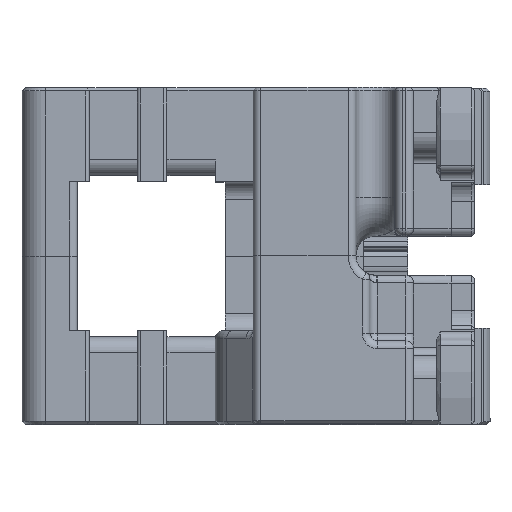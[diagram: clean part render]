
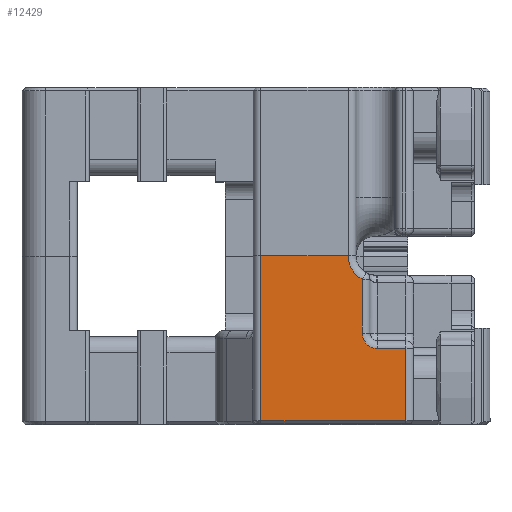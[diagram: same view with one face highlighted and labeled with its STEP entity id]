
A CAD part, top view. The second image highlights one B-rep face of the part: STEP entity #12429.
In plain terms, the highlighted planar face has unit normal (0, 0, 1).
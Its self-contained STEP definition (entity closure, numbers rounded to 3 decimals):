
#332=PLANE('',#13392);
#888=FACE_OUTER_BOUND('',#1628,.T.);
#1628=EDGE_LOOP('',(#9500,#9501,#9502,#9503,#9504,#9505,#9506,#9507));
#2450=LINE('',#19559,#3693);
#2463=LINE('',#19665,#3706);
#2465=LINE('',#19676,#3708);
#2474=LINE('',#19707,#3717);
#2481=LINE('',#19726,#3724);
#2518=LINE('',#19881,#3761);
#3693=VECTOR('',#15077,10.);
#3706=VECTOR('',#15142,10.);
#3708=VECTOR('',#15156,10.);
#3717=VECTOR('',#15197,10.);
#3724=VECTOR('',#15214,10.);
#3761=VECTOR('',#15347,10.);
#4846=CIRCLE('',#13250,3.5);
#4851=CIRCLE('',#13257,2.);
#5557=VERTEX_POINT('',#19551);
#5559=VERTEX_POINT('',#19557);
#5571=VERTEX_POINT('',#19591);
#5579=VERTEX_POINT('',#19656);
#5580=VERTEX_POINT('',#19661);
#5582=VERTEX_POINT('',#19667);
#5590=VERTEX_POINT('',#19706);
#5597=VERTEX_POINT('',#19724);
#6868=EDGE_CURVE('',#5559,#5557,#2450,.T.);
#6897=EDGE_CURVE('',#5579,#5571,#4846,.T.);
#6901=EDGE_CURVE('',#5571,#5580,#2463,.T.);
#6904=EDGE_CURVE('',#5580,#5582,#4851,.T.);
#6907=EDGE_CURVE('',#5582,#5559,#2465,.T.);
#6922=EDGE_CURVE('',#5557,#5590,#2474,.T.);
#6932=EDGE_CURVE('',#5597,#5579,#2481,.T.);
#6998=EDGE_CURVE('',#5590,#5597,#2518,.T.);
#9500=ORIENTED_EDGE('',*,*,#6897,.F.);
#9501=ORIENTED_EDGE('',*,*,#6932,.F.);
#9502=ORIENTED_EDGE('',*,*,#6998,.F.);
#9503=ORIENTED_EDGE('',*,*,#6922,.F.);
#9504=ORIENTED_EDGE('',*,*,#6868,.F.);
#9505=ORIENTED_EDGE('',*,*,#6907,.F.);
#9506=ORIENTED_EDGE('',*,*,#6904,.F.);
#9507=ORIENTED_EDGE('',*,*,#6901,.F.);
#12429=ADVANCED_FACE('',(#888),#332,.F.);
#13250=AXIS2_PLACEMENT_3D('',#19658,#15133,#15134);
#13257=AXIS2_PLACEMENT_3D('',#19671,#15149,#15150);
#13392=AXIS2_PLACEMENT_3D('',#20032,#15520,#15521);
#15077=DIRECTION('',(0.,-1.,0.));
#15133=DIRECTION('center_axis',(0.,0.,
1.));
#15134=DIRECTION('ref_axis',(-0.8,-0.6,0.));
#15142=DIRECTION('',(0.,-1.,0.));
#15149=DIRECTION('center_axis',(0.,0.,
1.));
#15150=DIRECTION('ref_axis',(-0.707,-0.707,0.));
#15156=DIRECTION('',(1.,0.,0.));
#15197=DIRECTION('',(-1.,0.,0.));
#15214=DIRECTION('',(1.,0.,0.));
#15347=DIRECTION('',(0.,1.,0.));
#15520=DIRECTION('center_axis',(0.,0.,
-1.));
#15521=DIRECTION('ref_axis',(-1.,0.,0.));
#19551=CARTESIAN_POINT('',(-54.229,107.342,40.967));
#19557=CARTESIAN_POINT('',(-54.229,116.592,40.967));
#19559=CARTESIAN_POINT('',(-54.229,123.442,40.967));
#19591=CARTESIAN_POINT('',(-59.829,125.483,40.967));
#19656=CARTESIAN_POINT('',(-61.629,128.542,40.967));
#19658=CARTESIAN_POINT('Origin',(-58.129,128.542,40.967));
#19661=CARTESIAN_POINT('',(-59.829,118.592,40.967));
#19665=CARTESIAN_POINT('',(-59.829,113.642,40.967));
#19667=CARTESIAN_POINT('',(-57.829,116.592,40.967));
#19671=CARTESIAN_POINT('Origin',(-57.829,118.592,40.967));
#19676=CARTESIAN_POINT('',(-56.179,116.592,40.967));
#19706=CARTESIAN_POINT('',(-72.829,107.342,40.967));
#19707=CARTESIAN_POINT('',(-49.029,107.342,40.967));
#19724=CARTESIAN_POINT('',(-72.829,128.542,40.967));
#19726=CARTESIAN_POINT('',(-60.765,128.542,40.967));
#19881=CARTESIAN_POINT('',(-72.829,115.855,40.967));
#20032=CARTESIAN_POINT('Origin',(-53.729,108.542,40.967));
